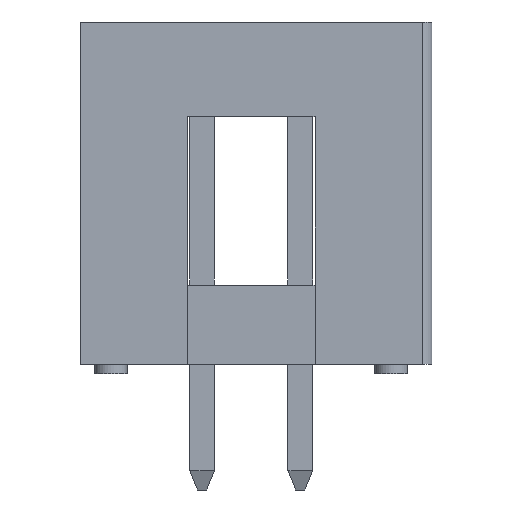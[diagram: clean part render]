
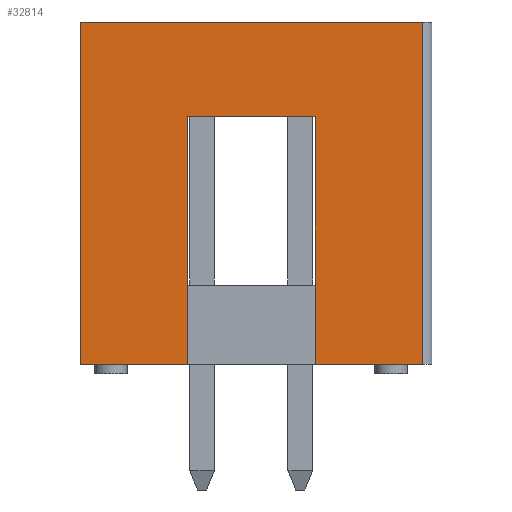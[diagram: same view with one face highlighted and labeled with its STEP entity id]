
A CAD part, front view. The second image highlights one B-rep face of the part: STEP entity #32814.
In plain terms, the highlighted face is planar.
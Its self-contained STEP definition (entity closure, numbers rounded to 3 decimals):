
#1142=ORIENTED_EDGE('',*,*,#7217,.T.);
#1143=ORIENTED_EDGE('',*,*,#7218,.F.);
#1144=ORIENTED_EDGE('',*,*,#7219,.T.);
#1145=ORIENTED_EDGE('',*,*,#7220,.T.);
#1146=ORIENTED_EDGE('',*,*,#7221,.T.);
#1147=ORIENTED_EDGE('',*,*,#7222,.F.);
#1148=ORIENTED_EDGE('',*,*,#7216,.F.);
#1149=ORIENTED_EDGE('',*,*,#7223,.T.);
#7216=EDGE_CURVE('',#10127,#10124,#12239,.T.);
#7217=EDGE_CURVE('',#10128,#10129,#12240,.T.);
#7218=EDGE_CURVE('',#10130,#10129,#12241,.T.);
#7219=EDGE_CURVE('',#10130,#10131,#12242,.T.);
#7220=EDGE_CURVE('',#10131,#10132,#12243,.T.);
#7221=EDGE_CURVE('',#10132,#10133,#12244,.T.);
#7222=EDGE_CURVE('',#10124,#10133,#12245,.T.);
#7223=EDGE_CURVE('',#10127,#10128,#12246,.T.);
#10124=VERTEX_POINT('',#43201);
#10127=VERTEX_POINT('',#43210);
#10128=VERTEX_POINT('',#43214);
#10129=VERTEX_POINT('',#43215);
#10130=VERTEX_POINT('',#43217);
#10131=VERTEX_POINT('',#43219);
#10132=VERTEX_POINT('',#43221);
#10133=VERTEX_POINT('',#43223);
#12239=LINE('',#43211,#15398);
#12240=LINE('',#43213,#15399);
#12241=LINE('',#43216,#15400);
#12242=LINE('',#43218,#15401);
#12243=LINE('',#43220,#15402);
#12244=LINE('',#43222,#15403);
#12245=LINE('',#43224,#15404);
#12246=LINE('',#43225,#15405);
#15398=VECTOR('',#36851,1000.);
#15399=VECTOR('',#36854,1000.);
#15400=VECTOR('',#36855,1000.);
#15401=VECTOR('',#36856,1000.);
#15402=VECTOR('',#36857,1000.);
#15403=VECTOR('',#36858,1000.);
#15404=VECTOR('',#36859,1000.);
#15405=VECTOR('',#36860,1000.);
#18036=EDGE_LOOP('',(#1142,#1143,#1144,#1145,#1146,#1147,#1148,#1149));
#19627=FACE_BOUND('',#18036,.T.);
#21206=PLANE('',#34286);
#32814=ADVANCED_FACE('',(#19627),#21206,.T.);
#34286=AXIS2_PLACEMENT_3D('',#43212,#36852,#36853);
#36851=DIRECTION('',(0.,1.,0.));
#36852=DIRECTION('',(1.,0.,0.));
#36853=DIRECTION('',(0.,0.,-1.));
#36854=DIRECTION('',(0.,1.,0.));
#36855=DIRECTION('',(0.,0.,-1.));
#36856=DIRECTION('',(0.,1.,0.));
#36857=DIRECTION('',(0.,0.,-1.));
#36858=DIRECTION('',(0.,1.,0.));
#36859=DIRECTION('',(0.,0.,-1.));
#36860=DIRECTION('',(0.,0.,-1.));
#43201=CARTESIAN_POINT('',(44.47,4.425,4.425));
#43210=CARTESIAN_POINT('',(44.47,-4.425,4.425));
#43211=CARTESIAN_POINT('',(44.47,-4.425,4.425));
#43212=CARTESIAN_POINT('',(44.47,-4.425,4.425));
#43213=CARTESIAN_POINT('',(44.47,-4.425,-4.425));
#43214=CARTESIAN_POINT('',(44.47,-4.425,-4.425));
#43215=CARTESIAN_POINT('',(44.47,-1.65,-4.425));
#43216=CARTESIAN_POINT('',(44.47,-1.65,1.975));
#43217=CARTESIAN_POINT('',(44.47,-1.65,1.975));
#43218=CARTESIAN_POINT('',(44.47,-1.65,1.975));
#43219=CARTESIAN_POINT('',(44.47,1.65,1.975));
#43220=CARTESIAN_POINT('',(44.47,1.65,1.975));
#43221=CARTESIAN_POINT('',(44.47,1.65,-4.425));
#43222=CARTESIAN_POINT('',(44.47,-4.425,-4.425));
#43223=CARTESIAN_POINT('',(44.47,4.425,-4.425));
#43224=CARTESIAN_POINT('',(44.47,4.425,4.425));
#43225=CARTESIAN_POINT('',(44.47,-4.425,4.425));
